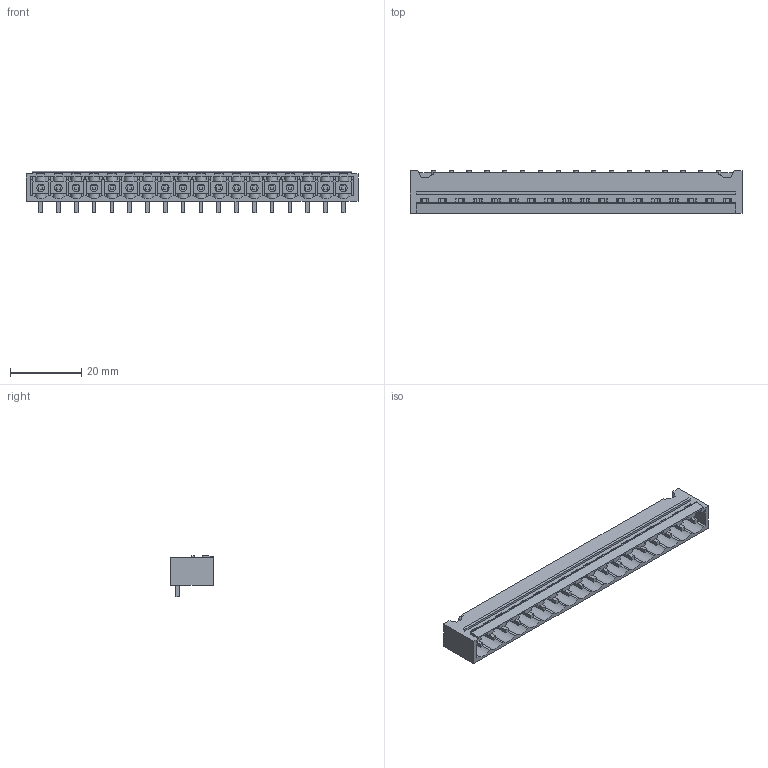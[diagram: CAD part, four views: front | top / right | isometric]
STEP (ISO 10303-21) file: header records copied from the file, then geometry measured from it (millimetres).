
FILE_DESCRIPTION(('CATIA V5 STEP Exchange','CAx-IF Rec.Pracs.--- Model Styling and Organization---1.2---2011-12-15'),'2;1');
FILE_NAME ('7592399_2_1840280000_1840280000.stp','2018-03-08T11:08:40+00:00',('none'),('Weidmueller'),'CATIA Version 5-6 Release 2014','CATIA V5 STEP AP214','none');
FILE_SCHEMA(('AUTOMOTIVE_DESIGN { 1 0 10303 214 1 1 1 1 }'));
Length unit declared in the file: millimetre
Products named in the file (1): 1840280000
Bounding box: 93.2 x 12 x 11.63 mm (x, y, z)
Volume: 3367.8 mm3; surface area: 8249.5 mm2
Topology: 19 solids, 19 shells, 1437 faces, 4409 edges, 2976 vertices
Faces by surface type: plane 1173, cylinder 232, extrusion 32
Entity records: 45357 total; most frequent: CARTESIAN_POINT 9242, ORIENTED_EDGE 8818, DIRECTION 5481, EDGE_CURVE 4409, VECTOR 3571, LINE 3539, VERTEX_POINT 2976, EDGE_LOOP 1475
